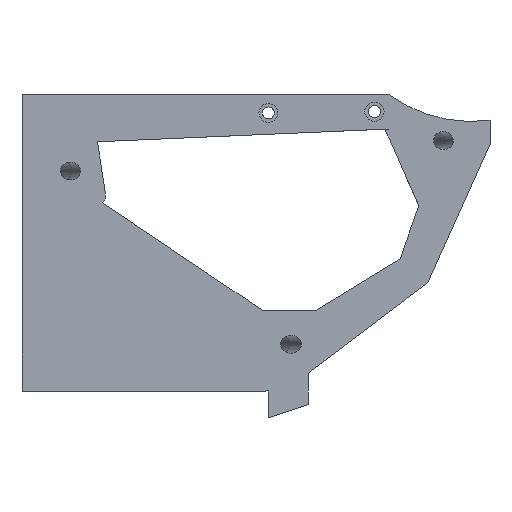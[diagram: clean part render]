
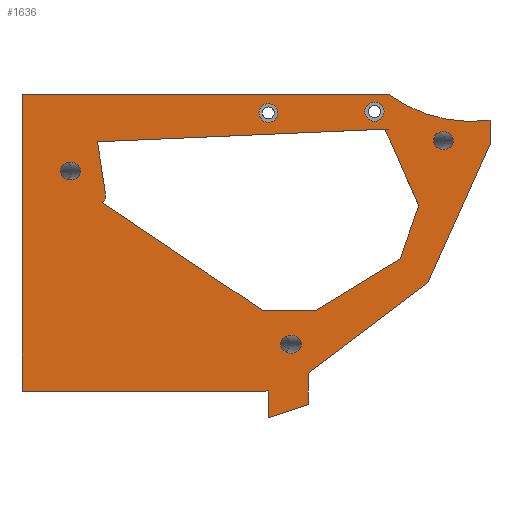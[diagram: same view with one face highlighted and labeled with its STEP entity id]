
A CAD part, front view. The second image highlights one B-rep face of the part: STEP entity #1636.
In plain terms, the highlighted planar face has unit normal (0, -1, 0).
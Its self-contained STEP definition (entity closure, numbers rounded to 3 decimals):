
#30=FACE_BOUND('',#233,.T.);
#31=FACE_BOUND('',#234,.T.);
#32=FACE_BOUND('',#235,.T.);
#33=FACE_BOUND('',#236,.T.);
#34=FACE_BOUND('',#237,.T.);
#35=FACE_BOUND('',#238,.T.);
#61=PLANE('',#1776);
#129=FACE_OUTER_BOUND('',#232,.T.);
#232=EDGE_LOOP('',(#1240,#1241,#1242,#1243,#1244,#1245,#1246,#1247,#1248,
#1249,#1250));
#233=EDGE_LOOP('',(#1251));
#234=EDGE_LOOP('',(#1252));
#235=EDGE_LOOP('',(#1253));
#236=EDGE_LOOP('',(#1254));
#237=EDGE_LOOP('',(#1255));
#238=EDGE_LOOP('',(#1256,#1257,#1258,#1259,#1260,#1261,#1262,#1263,#1264,
#1265,#1266));
#320=ELLIPSE('',#1777,3.696,3.35);
#321=ELLIPSE('',#1778,3.868,3.35);
#322=ELLIPSE('',#1779,3.696,3.35);
#348=CIRCLE('',#1746,3.5);
#350=CIRCLE('',#1750,3.6);
#362=CIRCLE('',#1775,52.276);
#363=CIRCLE('',#1780,4.);
#398=LINE('',#2425,#560);
#410=LINE('',#2454,#572);
#436=LINE('',#2574,#598);
#440=LINE('',#2582,#602);
#443=LINE('',#2588,#605);
#447=LINE('',#2600,#609);
#448=LINE('',#2601,#610);
#449=LINE('',#2603,#611);
#450=LINE('',#2605,#612);
#451=LINE('',#2607,#613);
#452=LINE('',#2608,#614);
#453=LINE('',#2617,#615);
#454=LINE('',#2620,#616);
#455=LINE('',#2622,#617);
#456=LINE('',#2624,#618);
#457=LINE('',#2626,#619);
#458=LINE('',#2628,#620);
#459=LINE('',#2630,#621);
#460=LINE('',#2632,#622);
#461=LINE('',#2633,#623);
#560=VECTOR('',#1929,10.);
#572=VECTOR('',#1953,10.);
#598=VECTOR('',#2045,10.);
#602=VECTOR('',#2051,10.);
#605=VECTOR('',#2056,10.);
#609=VECTOR('',#2068,10.);
#610=VECTOR('',#2069,10.);
#611=VECTOR('',#2070,10.);
#612=VECTOR('',#2071,10.);
#613=VECTOR('',#2072,10.);
#614=VECTOR('',#2073,10.);
#615=VECTOR('',#2080,10.);
#616=VECTOR('',#2083,10.);
#617=VECTOR('',#2084,10.);
#618=VECTOR('',#2085,10.);
#619=VECTOR('',#2086,10.);
#620=VECTOR('',#2087,10.);
#621=VECTOR('',#2088,10.);
#622=VECTOR('',#2089,10.);
#623=VECTOR('',#2090,10.);
#727=VERTEX_POINT('',#2422);
#728=VERTEX_POINT('',#2424);
#738=VERTEX_POINT('',#2451);
#739=VERTEX_POINT('',#2453);
#747=VERTEX_POINT('',#2475);
#749=VERTEX_POINT('',#2482);
#773=VERTEX_POINT('',#2572);
#774=VERTEX_POINT('',#2573);
#777=VERTEX_POINT('',#2581);
#779=VERTEX_POINT('',#2587);
#782=VERTEX_POINT('',#2595);
#783=VERTEX_POINT('',#2599);
#784=VERTEX_POINT('',#2602);
#785=VERTEX_POINT('',#2604);
#786=VERTEX_POINT('',#2606);
#787=VERTEX_POINT('',#2609);
#788=VERTEX_POINT('',#2611);
#789=VERTEX_POINT('',#2613);
#790=VERTEX_POINT('',#2615);
#791=VERTEX_POINT('',#2616);
#792=VERTEX_POINT('',#2618);
#793=VERTEX_POINT('',#2621);
#794=VERTEX_POINT('',#2623);
#795=VERTEX_POINT('',#2625);
#796=VERTEX_POINT('',#2627);
#797=VERTEX_POINT('',#2629);
#798=VERTEX_POINT('',#2631);
#884=EDGE_CURVE('',#727,#728,#398,.T.);
#899=EDGE_CURVE('',#738,#739,#410,.T.);
#910=EDGE_CURVE('',#747,#747,#348,.T.);
#913=EDGE_CURVE('',#749,#749,#350,.T.);
#945=EDGE_CURVE('',#773,#774,#436,.T.);
#949=EDGE_CURVE('',#777,#774,#440,.T.);
#952=EDGE_CURVE('',#779,#777,#443,.T.);
#956=EDGE_CURVE('',#782,#739,#362,.T.);
#958=EDGE_CURVE('',#738,#783,#447,.T.);
#959=EDGE_CURVE('',#773,#783,#448,.T.);
#960=EDGE_CURVE('',#779,#784,#449,.T.);
#961=EDGE_CURVE('',#784,#785,#450,.T.);
#962=EDGE_CURVE('',#786,#785,#451,.T.);
#963=EDGE_CURVE('',#782,#786,#452,.T.);
#964=EDGE_CURVE('',#787,#787,#320,.T.);
#965=EDGE_CURVE('',#788,#788,#321,.T.);
#966=EDGE_CURVE('',#789,#789,#322,.T.);
#967=EDGE_CURVE('',#790,#791,#453,.T.);
#968=EDGE_CURVE('',#792,#790,#363,.T.);
#969=EDGE_CURVE('',#728,#792,#454,.T.);
#970=EDGE_CURVE('',#793,#727,#455,.T.);
#971=EDGE_CURVE('',#794,#793,#456,.T.);
#972=EDGE_CURVE('',#795,#794,#457,.T.);
#973=EDGE_CURVE('',#796,#795,#458,.T.);
#974=EDGE_CURVE('',#797,#796,#459,.T.);
#975=EDGE_CURVE('',#798,#797,#460,.T.);
#976=EDGE_CURVE('',#791,#798,#461,.T.);
#1240=ORIENTED_EDGE('',*,*,#956,.T.);
#1241=ORIENTED_EDGE('',*,*,#899,.F.);
#1242=ORIENTED_EDGE('',*,*,#958,.T.);
#1243=ORIENTED_EDGE('',*,*,#959,.F.);
#1244=ORIENTED_EDGE('',*,*,#945,.T.);
#1245=ORIENTED_EDGE('',*,*,#949,.F.);
#1246=ORIENTED_EDGE('',*,*,#952,.F.);
#1247=ORIENTED_EDGE('',*,*,#960,.T.);
#1248=ORIENTED_EDGE('',*,*,#961,.T.);
#1249=ORIENTED_EDGE('',*,*,#962,.F.);
#1250=ORIENTED_EDGE('',*,*,#963,.F.);
#1251=ORIENTED_EDGE('',*,*,#910,.T.);
#1252=ORIENTED_EDGE('',*,*,#913,.T.);
#1253=ORIENTED_EDGE('',*,*,#964,.T.);
#1254=ORIENTED_EDGE('',*,*,#965,.T.);
#1255=ORIENTED_EDGE('',*,*,#966,.T.);
#1256=ORIENTED_EDGE('',*,*,#967,.F.);
#1257=ORIENTED_EDGE('',*,*,#968,.F.);
#1258=ORIENTED_EDGE('',*,*,#969,.F.);
#1259=ORIENTED_EDGE('',*,*,#884,.F.);
#1260=ORIENTED_EDGE('',*,*,#970,.F.);
#1261=ORIENTED_EDGE('',*,*,#971,.F.);
#1262=ORIENTED_EDGE('',*,*,#972,.F.);
#1263=ORIENTED_EDGE('',*,*,#973,.F.);
#1264=ORIENTED_EDGE('',*,*,#974,.F.);
#1265=ORIENTED_EDGE('',*,*,#975,.F.);
#1266=ORIENTED_EDGE('',*,*,#976,.F.);
#1636=ADVANCED_FACE('',(#129,#30,#31,#32,#33,#34,#35),#61,.F.);
#1746=AXIS2_PLACEMENT_3D('',#2476,#1975,#1976);
#1750=AXIS2_PLACEMENT_3D('',#2483,#1984,#1985);
#1775=AXIS2_PLACEMENT_3D('',#2596,#2063,#2064);
#1776=AXIS2_PLACEMENT_3D('',#2598,#2066,#2067);
#1777=AXIS2_PLACEMENT_3D('',#2610,#2074,#2075);
#1778=AXIS2_PLACEMENT_3D('',#2612,#2076,#2077);
#1779=AXIS2_PLACEMENT_3D('',#2614,#2078,#2079);
#1780=AXIS2_PLACEMENT_3D('',#2619,#2081,#2082);
#1929=DIRECTION('',(-0.999,0.,-0.044));
#1953=DIRECTION('',(1.,0.,0.));
#1975=DIRECTION('center_axis',(0.,1.,0.));
#1976=DIRECTION('ref_axis',(1.,0.,0.));
#1984=DIRECTION('center_axis',(0.,1.,0.));
#1985=DIRECTION('ref_axis',(1.,0.,0.));
#2045=DIRECTION('',(0.,0.,-1.));
#2051=DIRECTION('',(-0.949,0.,-0.316));
#2056=DIRECTION('',(0.003,0.,-1.));
#2063=DIRECTION('center_axis',(0.,1.,0.));
#2064=DIRECTION('ref_axis',(0.132,0.,-0.991));
#2066=DIRECTION('center_axis',(0.,1.,0.));
#2067=DIRECTION('ref_axis',(1.,0.,0.));
#2068=DIRECTION('',(0.,0.,-1.));
#2069=DIRECTION('',(-1.,0.,0.));
#2070=DIRECTION('',(0.,0.,1.));
#2071=DIRECTION('',(0.799,0.,0.602));
#2072=DIRECTION('',(-0.41,0.,-0.912));
#2073=DIRECTION('',(0.,0.,-1.));
#2074=DIRECTION('center_axis',(0.,1.,0.));
#2075=DIRECTION('ref_axis',(1.,0.,0.));
#2076=DIRECTION('center_axis',(0.,1.,0.));
#2077=DIRECTION('ref_axis',(1.,0.,0.));
#2078=DIRECTION('center_axis',(0.,1.,0.));
#2079=DIRECTION('ref_axis',(1.,0.,0.));
#2080=DIRECTION('',(0.83,0.,-0.558));
#2081=DIRECTION('center_axis',(0.,1.,0.));
#2082=DIRECTION('ref_axis',(0.759,0.,-0.651));
#2083=DIRECTION('',(0.152,0.,-0.988));
#2084=DIRECTION('',(0.998,0.,0.055));
#2085=DIRECTION('',(-0.4,0.,0.916));
#2086=DIRECTION('',(-0.998,0.,-0.055));
#2087=DIRECTION('',(-0.4,0.,0.916));
#2088=DIRECTION('',(0.333,0.,0.943));
#2089=DIRECTION('',(0.852,0.,0.523));
#2090=DIRECTION('',(1.,0.,0.));
#2422=CARTESIAN_POINT('',(137.079,0.,40.));
#2424=CARTESIAN_POINT('',(28.223,0.,35.235));
#2425=CARTESIAN_POINT('',(0.01,0.,34.));
#2451=CARTESIAN_POINT('',(0.01,0.,53.));
#2453=CARTESIAN_POINT('',(137.079,0.,53.));
#2454=CARTESIAN_POINT('',(0.01,0.,53.));
#2475=CARTESIAN_POINT('',(88.581,0.,46.));
#2476=CARTESIAN_POINT('Origin',(92.081,0.,46.));
#2482=CARTESIAN_POINT('',(128.184,0.,46.5));
#2483=CARTESIAN_POINT('Origin',(131.784,0.,46.5));
#2572=CARTESIAN_POINT('',(92.006,0.,-57.961));
#2573=CARTESIAN_POINT('',(92.01,0.,-67.961));
#2574=CARTESIAN_POINT('',(92.006,0.,-57.961));
#2581=CARTESIAN_POINT('',(107.02,0.,-62.954));
#2582=CARTESIAN_POINT('',(107.02,0.,-62.954));
#2587=CARTESIAN_POINT('',(107.006,0.,-57.954));
#2588=CARTESIAN_POINT('',(107.006,0.,-57.954));
#2595=CARTESIAN_POINT('',(175.01,0.,43.272));
#2596=CARTESIAN_POINT('Origin',(168.086,0.,95.087));
#2598=CARTESIAN_POINT('Origin',(87.51,0.,-4.));
#2599=CARTESIAN_POINT('',(0.01,0.,-58.));
#2600=CARTESIAN_POINT('',(0.01,0.,50.));
#2601=CARTESIAN_POINT('',(107.006,0.,-57.954));
#2602=CARTESIAN_POINT('',(107.004,0.,-51.24));
#2603=CARTESIAN_POINT('',(107.006,0.,-57.954));
#2604=CARTESIAN_POINT('',(151.756,0.,-17.517));
#2605=CARTESIAN_POINT('',(107.004,0.,-51.24));
#2606=CARTESIAN_POINT('',(175.01,0.,34.17));
#2607=CARTESIAN_POINT('',(175.01,0.,34.17));
#2608=CARTESIAN_POINT('',(175.01,0.,50.));
#2609=CARTESIAN_POINT('',(157.582,0.,39.05));
#2610=CARTESIAN_POINT('Origin',(157.582,0.,35.7));
#2611=CARTESIAN_POINT('',(100.585,0.,-37.149));
#2612=CARTESIAN_POINT('Origin',(100.587,0.,-40.499));
#2613=CARTESIAN_POINT('',(18.132,0.,27.65));
#2614=CARTESIAN_POINT('Origin',(18.132,0.,24.3));
#2615=CARTESIAN_POINT('',(30.114,0.,12.444));
#2616=CARTESIAN_POINT('',(89.791,0.,-27.722));
#2617=CARTESIAN_POINT('',(54.571,0.,-4.017));
#2618=CARTESIAN_POINT('',(31.202,0.,15.842));
#2619=CARTESIAN_POINT('Origin',(27.249,0.,15.235));
#2620=CARTESIAN_POINT('',(28.223,0.,35.235));
#2621=CARTESIAN_POINT('',(135.731,0.,39.925));
#2622=CARTESIAN_POINT('',(132.452,0.,39.743));
#2623=CARTESIAN_POINT('',(137.011,0.,36.997));
#2624=CARTESIAN_POINT('',(137.011,0.,36.997));
#2625=CARTESIAN_POINT('',(137.143,0.,37.005));
#2626=CARTESIAN_POINT('',(137.143,0.,37.005));
#2627=CARTESIAN_POINT('',(148.386,0.,11.282));
#2628=CARTESIAN_POINT('',(137.143,0.,37.005));
#2629=CARTESIAN_POINT('',(141.332,0.,-8.661));
#2630=CARTESIAN_POINT('',(148.386,0.,11.282));
#2631=CARTESIAN_POINT('',(110.292,0.,-27.722));
#2632=CARTESIAN_POINT('',(141.332,0.,-8.661));
#2633=CARTESIAN_POINT('',(110.292,0.,-27.722));
